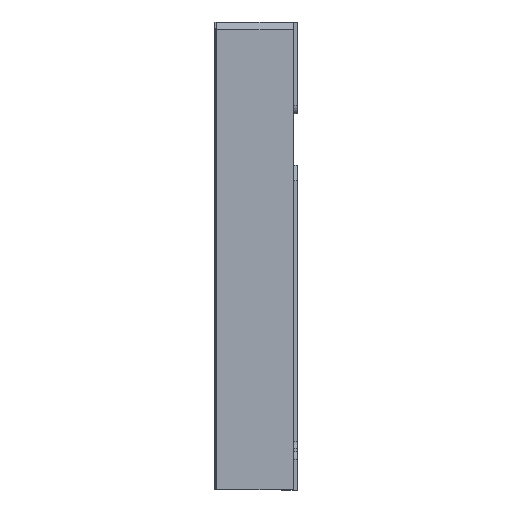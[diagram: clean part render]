
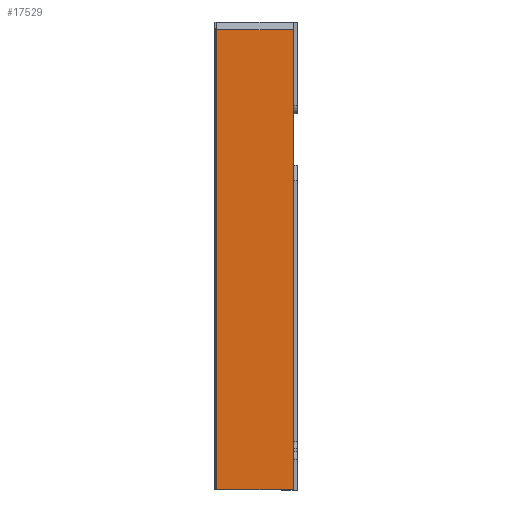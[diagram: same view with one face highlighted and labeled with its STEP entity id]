
A CAD part, left-side view. The second image highlights one B-rep face of the part: STEP entity #17529.
In plain terms, the highlighted planar face has unit normal (1, 0, 0).
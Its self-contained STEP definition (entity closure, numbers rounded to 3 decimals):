
#391 = ORIENTED_EDGE ( 'NONE', *, *, #7149, .T. ) ;
#490 = VECTOR ( 'NONE', #4068, 1000. ) ;
#527 = EDGE_CURVE ( 'NONE', #15001, #8696, #12788, .T. ) ;
#1114 = ORIENTED_EDGE ( 'NONE', *, *, #18087, .T. ) ;
#2114 = CARTESIAN_POINT ( 'NONE',  ( -2.5, 0., -3. ) ) ;
#3262 = ORIENTED_EDGE ( 'NONE', *, *, #5429, .T. ) ;
#3975 = CARTESIAN_POINT ( 'NONE',  ( -2.5, 1., -3. ) ) ;
#4068 = DIRECTION ( 'NONE',  ( 0., -1., 0. ) ) ;
#4319 = CARTESIAN_POINT ( 'NONE',  ( -2.5, 1., 3. ) ) ;
#4677 = DIRECTION ( 'NONE',  ( 0., 0., -1. ) ) ;
#4731 = CARTESIAN_POINT ( 'NONE',  ( -2.5, 0., 3. ) ) ;
#5429 = EDGE_CURVE ( 'NONE', #8696, #16907, #17603, .T. ) ;
#5686 = PLANE ( 'NONE',  #12528 ) ;
#5745 = DIRECTION ( 'NONE',  ( 0., 0., -1. ) ) ;
#5937 = DIRECTION ( 'NONE',  ( 0., 1., 0. ) ) ;
#7149 = EDGE_CURVE ( 'NONE', #16907, #14333, #16638, .T. ) ;
#7496 = CARTESIAN_POINT ( 'NONE',  ( -2.5, 1., -3. ) ) ;
#8696 = VERTEX_POINT ( 'NONE', #2114 ) ;
#9590 = EDGE_LOOP ( 'NONE', ( #1114, #13951, #3262, #391 ) ) ;
#10167 = CARTESIAN_POINT ( 'NONE',  ( -2.5, 0., 2.9 ) ) ;
#10497 = CARTESIAN_POINT ( 'NONE',  ( -2.5, 1., 2.9 ) ) ;
#10774 = DIRECTION ( 'NONE',  ( 0., 0., 1. ) ) ;
#10791 = FACE_OUTER_BOUND ( 'NONE', #9590, .T. ) ;
#10982 = CARTESIAN_POINT ( 'NONE',  ( -2.5, 1., 3. ) ) ;
#12528 = AXIS2_PLACEMENT_3D ( 'NONE', #4319, #13978, #5745 ) ;
#12788 = LINE ( 'NONE', #4731, #16158 ) ;
#13702 = CARTESIAN_POINT ( 'NONE',  ( -2.5, 1., 2.9 ) ) ;
#13951 = ORIENTED_EDGE ( 'NONE', *, *, #527, .T. ) ;
#13978 = DIRECTION ( 'NONE',  ( 1., 0., 0. ) ) ;
#14333 = VERTEX_POINT ( 'NONE', #10497 ) ;
#14910 = LINE ( 'NONE', #13702, #490 ) ;
#15001 = VERTEX_POINT ( 'NONE', #10167 ) ;
#16158 = VECTOR ( 'NONE', #4677, 1000. ) ;
#16206 = VECTOR ( 'NONE', #10774, 1000. ) ;
#16638 = LINE ( 'NONE', #10982, #16206 ) ;
#16907 = VERTEX_POINT ( 'NONE', #3975 ) ;
#17529 = ADVANCED_FACE ( 'NONE', ( #10791 ), #5686, .T. ) ;
#17603 = LINE ( 'NONE', #7496, #18035 ) ;
#18035 = VECTOR ( 'NONE', #5937, 1000. ) ;
#18087 = EDGE_CURVE ( 'NONE', #14333, #15001, #14910, .T. ) ;
